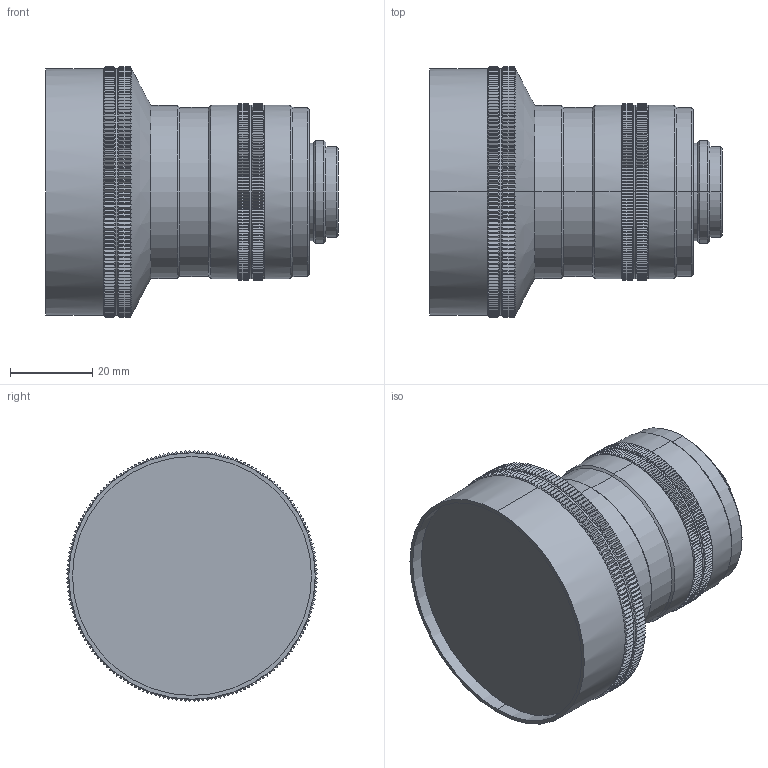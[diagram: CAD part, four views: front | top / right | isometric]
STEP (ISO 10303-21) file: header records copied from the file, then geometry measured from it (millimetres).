
FILE_DESCRIPTION (( 'STEP AP214' ), '1' );
FILE_NAME ('3130823-S001-C-B33.STEP', '2011-07-19T07:44:27', ( 'VoBrandmaier' ), ( 'Microsoft' ), 'SwSTEP 2.0', 'SolidWorks 2011', '' );
FILE_SCHEMA (( 'AUTOMOTIVE_DESIGN' ));
Length unit declared in the file: millimetre
Products named in the file (1): 3130823-S001-C-B33
Bounding box: 71 x 60.79 x 60.79 mm (x, y, z)
Volume: 116126.4 mm3; surface area: 16684.2 mm2
Topology: 1 solids, 1 shells, 3106 faces, 6742 edges, 3642 vertices
Faces by surface type: plane 1446, cone 1276, cylinder 384
Entity records: 84278 total; most frequent: CARTESIAN_POINT 22131, ORIENTED_EDGE 13484, DIRECTION 12098, EDGE_CURVE 6742, AXIS2_PLACEMENT_3D 5129, VERTEX_POINT 3642, EDGE_LOOP 3110, FACE_OUTER_BOUND 3106
